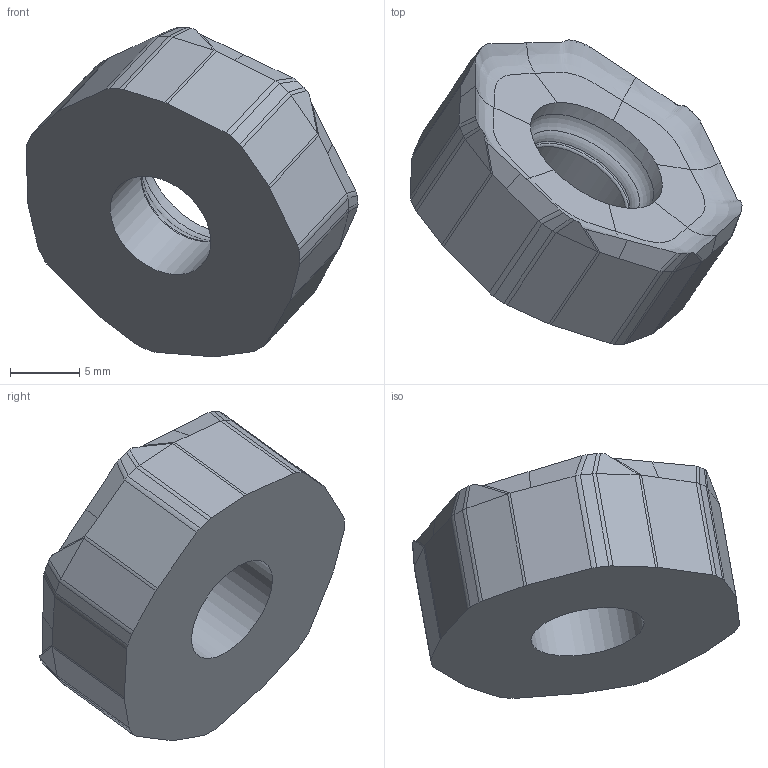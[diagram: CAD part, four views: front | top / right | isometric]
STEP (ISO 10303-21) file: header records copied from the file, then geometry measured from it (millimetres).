
FILE_DESCRIPTION(/* description */ (''),/* implementation_level */ '2;1');
FILE_NAME(/* name */ 'aaa320439_a.stp',/* time_stamp */ '2018-06-28T16:34:32+02:00',/* author */ (''),/* organization */ ('SMS'),/* preprocessor_version */ 'ST-DEVELOPER v15',/* originating_system */ 'SIEMENS PLM Software NX 8.5',/* authorisation */ '');
FILE_SCHEMA (('AUTOMOTIVE_DESIGN { 1 0 10303 214 3 1 1 1 }'));
Length unit declared in the file: millimetre
Products named in the file (1): AAA320439_A
Bounding box: 24.03 x 22.04 x 23.85 mm (x, y, z)
Volume: 2645 mm3; surface area: 1505.5 mm2
Topology: 1 solids, 1 shells, 112 faces, 307 edges, 198 vertices
Faces by surface type: plane 57, bspline 28, extrusion 21, torus 4, cylinder 1, cone 1
Full cylindrical faces by diameter (mm): 8.3 x1
Entity records: 13727 total; most frequent: CARTESIAN_POINT 11304, ORIENTED_EDGE 600, EDGE_CURVE 300, DIRECTION 284, B_SPLINE_CURVE_WITH_KNOTS 204, VERTEX_POINT 195, VECTOR 126, EDGE_LOOP 119
